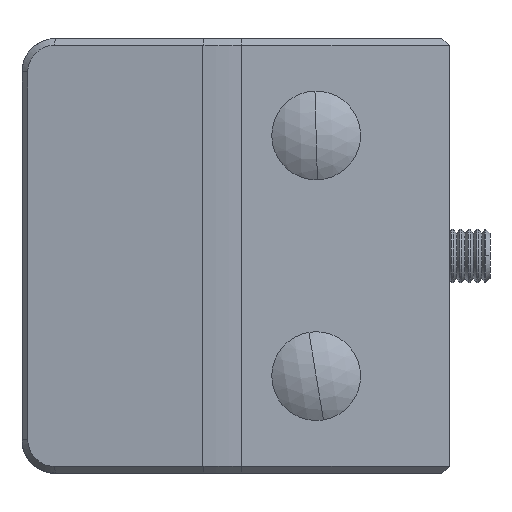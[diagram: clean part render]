
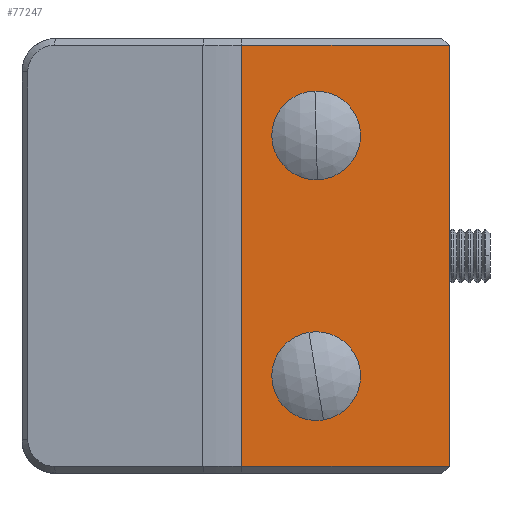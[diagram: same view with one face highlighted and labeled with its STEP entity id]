
A CAD part, top view. The second image highlights one B-rep face of the part: STEP entity #77247.
In plain terms, the highlighted face is planar.
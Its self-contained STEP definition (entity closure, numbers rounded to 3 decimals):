
#1023 = CARTESIAN_POINT ( 'NONE',  ( -17.1, 18., -9.998 ) ) ;
#1041 = ORIENTED_EDGE ( 'NONE', *, *, #35460, .F. ) ;
#1993 = DIRECTION ( 'NONE',  ( 1., 0., 0. ) ) ;
#4614 = EDGE_CURVE ( 'NONE', #54419, #65436, #86000, .T. ) ;
#5301 = CARTESIAN_POINT ( 'NONE',  ( -17.1, -18., -9.998 ) ) ;
#5622 = DIRECTION ( 'NONE',  ( -1., 0., 0. ) ) ;
#6538 = CARTESIAN_POINT ( 'NONE',  ( -4.9, -18., -9.998 ) ) ;
#8846 = CARTESIAN_POINT ( 'NONE',  ( 8.93, -32.501, -9.998 ) ) ;
#10533 = VERTEX_POINT ( 'NONE', #35568 ) ;
#12180 = CARTESIAN_POINT ( 'NONE',  ( -11., -18., -9.998 ) ) ;
#15878 = DIRECTION ( 'NONE',  ( 0., -1., 0. ) ) ;
#16157 = DIRECTION ( 'NONE',  ( 0., 0., -1. ) ) ;
#16701 = VERTEX_POINT ( 'NONE', #1023 ) ;
#17921 = VECTOR ( 'NONE', #1993, 1000. ) ;
#18200 = CARTESIAN_POINT ( 'NONE',  ( -11., 18., -9.998 ) ) ;
#19081 = CARTESIAN_POINT ( 'NONE',  ( 8.93, 31.5, -9.998 ) ) ;
#19105 = VERTEX_POINT ( 'NONE', #36431 ) ;
#19238 = AXIS2_PLACEMENT_3D ( 'NONE', #67970, #67359, #5622 ) ;
#19271 = ORIENTED_EDGE ( 'NONE', *, *, #31445, .T. ) ;
#19342 = LINE ( 'NONE', #8846, #65130 ) ;
#19996 = AXIS2_PLACEMENT_3D ( 'NONE', #18200, #88393, #88995 ) ;
#21583 = EDGE_CURVE ( 'NONE', #19105, #16701, #62691, .T. ) ;
#22922 = EDGE_LOOP ( 'NONE', ( #29908, #1041 ) ) ;
#23392 = CARTESIAN_POINT ( 'NONE',  ( 0., 31.5, -9.998 ) ) ;
#27802 = ORIENTED_EDGE ( 'NONE', *, *, #80257, .F. ) ;
#27823 = CARTESIAN_POINT ( 'NONE',  ( -22.141, 32.5, -9.998 ) ) ;
#29908 = ORIENTED_EDGE ( 'NONE', *, *, #4614, .F. ) ;
#31445 = EDGE_CURVE ( 'NONE', #62953, #10533, #51243, .T. ) ;
#33377 = PLANE ( 'NONE',  #90555 ) ;
#33388 = AXIS2_PLACEMENT_3D ( 'NONE', #12180, #68100, #69020 ) ;
#34789 = CIRCLE ( 'NONE', #19996, 6.1 ) ;
#34846 = DIRECTION ( 'NONE',  ( 0., -1., 0. ) ) ;
#35460 = EDGE_CURVE ( 'NONE', #65436, #54419, #71126, .T. ) ;
#35540 = EDGE_CURVE ( 'NONE', #65660, #10533, #50295, .T. ) ;
#35568 = CARTESIAN_POINT ( 'NONE',  ( -22.141, -31.5, -9.998 ) ) ;
#36179 = EDGE_CURVE ( 'NONE', #84464, #62953, #19342, .T. ) ;
#36431 = CARTESIAN_POINT ( 'NONE',  ( -4.9, 18., -9.998 ) ) ;
#36872 = CARTESIAN_POINT ( 'NONE',  ( -11., -18., -9.998 ) ) ;
#37026 = VECTOR ( 'NONE', #46356, 1000. ) ;
#37612 = ORIENTED_EDGE ( 'NONE', *, *, #35540, .F. ) ;
#41125 = ORIENTED_EDGE ( 'NONE', *, *, #21583, .F. ) ;
#42151 = AXIS2_PLACEMENT_3D ( 'NONE', #36872, #16157, #46067 ) ;
#46067 = DIRECTION ( 'NONE',  ( -1., 0., 0. ) ) ;
#46356 = DIRECTION ( 'NONE',  ( -1., 0., 0. ) ) ;
#47471 = CARTESIAN_POINT ( 'NONE',  ( 0., 32.5, -9.998 ) ) ;
#48354 = ORIENTED_EDGE ( 'NONE', *, *, #36179, .T. ) ;
#50295 = LINE ( 'NONE', #27823, #74355 ) ;
#50588 = CARTESIAN_POINT ( 'NONE',  ( 8.93, -31.5, -9.998 ) ) ;
#51243 = LINE ( 'NONE', #74208, #37026 ) ;
#52670 = EDGE_LOOP ( 'NONE', ( #27802, #41125 ) ) ;
#54419 = VERTEX_POINT ( 'NONE', #5301 ) ;
#54989 = LINE ( 'NONE', #23392, #17921 ) ;
#55830 = CARTESIAN_POINT ( 'NONE',  ( -22.141, 31.5, -9.998 ) ) ;
#59973 = EDGE_LOOP ( 'NONE', ( #81128, #48354, #19271, #37612 ) ) ;
#62691 = CIRCLE ( 'NONE', #19238, 6.1 ) ;
#62953 = VERTEX_POINT ( 'NONE', #50588 ) ;
#65130 = VECTOR ( 'NONE', #15878, 1000. ) ;
#65436 = VERTEX_POINT ( 'NONE', #6538 ) ;
#65660 = VERTEX_POINT ( 'NONE', #55830 ) ;
#66909 = FACE_BOUND ( 'NONE', #22922, .T. ) ;
#67359 = DIRECTION ( 'NONE',  ( 0., 0., -1. ) ) ;
#67970 = CARTESIAN_POINT ( 'NONE',  ( -11., 18., -9.998 ) ) ;
#68100 = DIRECTION ( 'NONE',  ( 0., 0., -1. ) ) ;
#69020 = DIRECTION ( 'NONE',  ( -1., 0., 0. ) ) ;
#71126 = CIRCLE ( 'NONE', #42151, 6.1 ) ;
#74208 = CARTESIAN_POINT ( 'NONE',  ( 0., -31.5, -9.998 ) ) ;
#74355 = VECTOR ( 'NONE', #34846, 1000. ) ;
#75616 = DIRECTION ( 'NONE',  ( 0., 0., 1. ) ) ;
#76749 = FACE_OUTER_BOUND ( 'NONE', #59973, .T. ) ;
#77247 = ADVANCED_FACE ( 'NONE', ( #77897, #66909, #76749 ), #33377, .F. ) ;
#77897 = FACE_BOUND ( 'NONE', #52670, .T. ) ;
#80257 = EDGE_CURVE ( 'NONE', #16701, #19105, #34789, .T. ) ;
#81128 = ORIENTED_EDGE ( 'NONE', *, *, #86295, .T. ) ;
#84464 = VERTEX_POINT ( 'NONE', #19081 ) ;
#86000 = CIRCLE ( 'NONE', #33388, 6.1 ) ;
#86295 = EDGE_CURVE ( 'NONE', #65660, #84464, #54989, .T. ) ;
#88393 = DIRECTION ( 'NONE',  ( 0., 0., -1. ) ) ;
#88403 = DIRECTION ( 'NONE',  ( 1., 0., 0. ) ) ;
#88995 = DIRECTION ( 'NONE',  ( -1., 0., 0. ) ) ;
#90555 = AXIS2_PLACEMENT_3D ( 'NONE', #47471, #75616, #88403 ) ;
